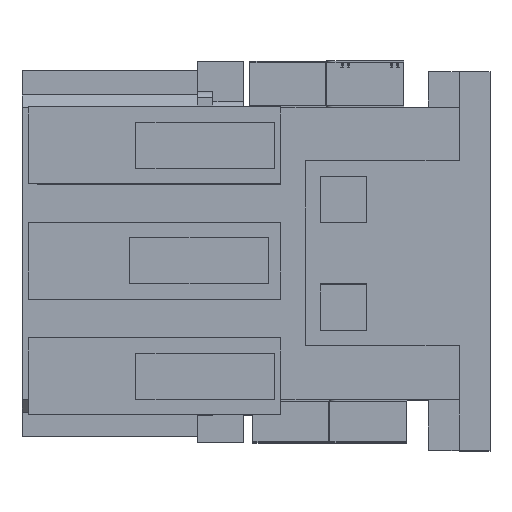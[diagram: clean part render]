
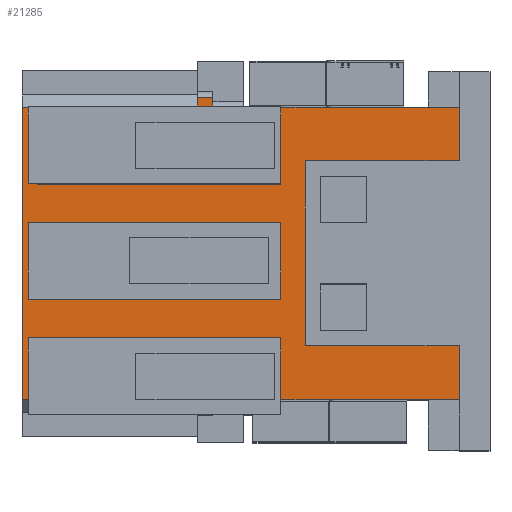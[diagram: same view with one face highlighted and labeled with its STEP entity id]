
A CAD part, top view. The second image highlights one B-rep face of the part: STEP entity #21285.
In plain terms, the highlighted planar face has unit normal (0, 0, 1).
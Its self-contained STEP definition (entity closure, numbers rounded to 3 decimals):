
#3 = CARTESIAN_POINT ( 'NONE',  ( 7.5, 53., 55. ) ) ;
#142 = EDGE_CURVE ( 'NONE', #6368, #12398, #16742, .T. ) ;
#598 = EDGE_CURVE ( 'NONE', #20389, #13585, #6483, .T. ) ;
#1134 = LINE ( 'NONE', #18652, #16555 ) ;
#1380 = VERTEX_POINT ( 'NONE', #10374 ) ;
#1431 = DIRECTION ( 'NONE',  ( -1., 0., 0. ) ) ;
#1440 = EDGE_CURVE ( 'NONE', #11134, #21456, #14834, .T. ) ;
#1509 = CARTESIAN_POINT ( 'NONE',  ( -49.5, 50., 55. ) ) ;
#1635 = FACE_OUTER_BOUND ( 'NONE', #10616, .T. ) ;
#1640 = CARTESIAN_POINT ( 'NONE',  ( 12.5, 53., 55. ) ) ;
#1964 = CARTESIAN_POINT ( 'NONE',  ( 42.5, -27.5, 55. ) ) ;
#2055 = LINE ( 'NONE', #6645, #9573 ) ;
#2133 = EDGE_CURVE ( 'NONE', #5284, #2637, #8040, .T. ) ;
#2209 = VERTEX_POINT ( 'NONE', #17281 ) ;
#2284 = ORIENTED_EDGE ( 'NONE', *, *, #142, .T. ) ;
#2379 = CARTESIAN_POINT ( 'NONE',  ( 92.5, 50., 55. ) ) ;
#2512 = CARTESIAN_POINT ( 'NONE',  ( 7.5, 53., 55. ) ) ;
#2637 = VERTEX_POINT ( 'NONE', #1509 ) ;
#2932 = CARTESIAN_POINT ( 'NONE',  ( -49.5, -45., 55. ) ) ;
#3405 = CARTESIAN_POINT ( 'NONE',  ( 7.5, -45., 55. ) ) ;
#3417 = VECTOR ( 'NONE', #18232, 1000. ) ;
#3490 = VECTOR ( 'NONE', #15665, 1000. ) ;
#3659 = DIRECTION ( 'NONE',  ( 0., -1., 0. ) ) ;
#3852 = EDGE_CURVE ( 'NONE', #10561, #20389, #11213, .T. ) ;
#4080 = EDGE_CURVE ( 'NONE', #2209, #18027, #20382, .T. ) ;
#4100 = CARTESIAN_POINT ( 'NONE',  ( 12.5, -48., 55. ) ) ;
#4122 = ORIENTED_EDGE ( 'NONE', *, *, #9026, .F. ) ;
#4208 = VECTOR ( 'NONE', #14876, 1000. ) ;
#4710 = EDGE_CURVE ( 'NONE', #8058, #6368, #5548, .T. ) ;
#5091 = AXIS2_PLACEMENT_3D ( 'NONE', #13029, #11367, #16359 ) ;
#5104 = VECTOR ( 'NONE', #15898, 1000. ) ;
#5284 = VERTEX_POINT ( 'NONE', #9848 ) ;
#5286 = CARTESIAN_POINT ( 'NONE',  ( 92.5, -27.5, 55. ) ) ;
#5367 = EDGE_CURVE ( 'NONE', #9803, #10561, #20864, .T. ) ;
#5451 = LINE ( 'NONE', #13802, #22131 ) ;
#5478 = VECTOR ( 'NONE', #5892, 1000. ) ;
#5548 = LINE ( 'NONE', #4100, #14200 ) ;
#5892 = DIRECTION ( 'NONE',  ( 0., -1., 0. ) ) ;
#6283 = DIRECTION ( 'NONE',  ( -1., 0., 0. ) ) ;
#6368 = VERTEX_POINT ( 'NONE', #18703 ) ;
#6483 = LINE ( 'NONE', #19781, #14064 ) ;
#6645 = CARTESIAN_POINT ( 'NONE',  ( 47.5, 50., 55. ) ) ;
#6922 = DIRECTION ( 'NONE',  ( 0., -1., 0. ) ) ;
#7167 = CARTESIAN_POINT ( 'NONE',  ( 12.5, -48., 55. ) ) ;
#7493 = ORIENTED_EDGE ( 'NONE', *, *, #15869, .F. ) ;
#7640 = VECTOR ( 'NONE', #14391, 1000. ) ;
#7768 = ORIENTED_EDGE ( 'NONE', *, *, #1440, .F. ) ;
#8027 = PLANE ( 'NONE',  #5091 ) ;
#8040 = LINE ( 'NONE', #19916, #11298 ) ;
#8058 = VERTEX_POINT ( 'NONE', #7167 ) ;
#8130 = ORIENTED_EDGE ( 'NONE', *, *, #20271, .T. ) ;
#8298 = ORIENTED_EDGE ( 'NONE', *, *, #4710, .T. ) ;
#8601 = VECTOR ( 'NONE', #3659, 1000. ) ;
#8997 = EDGE_CURVE ( 'NONE', #21456, #1380, #15641, .T. ) ;
#9026 = EDGE_CURVE ( 'NONE', #8058, #2209, #18036, .T. ) ;
#9441 = VERTEX_POINT ( 'NONE', #10305 ) ;
#9573 = VECTOR ( 'NONE', #16906, 1000. ) ;
#9803 = VERTEX_POINT ( 'NONE', #14195 ) ;
#9848 = CARTESIAN_POINT ( 'NONE',  ( 7.5, 50., 55. ) ) ;
#10269 = ORIENTED_EDGE ( 'NONE', *, *, #5367, .F. ) ;
#10305 = CARTESIAN_POINT ( 'NONE',  ( -49.5, -45., 55. ) ) ;
#10368 = CARTESIAN_POINT ( 'NONE',  ( 7.5, -48., 55. ) ) ;
#10374 = CARTESIAN_POINT ( 'NONE',  ( 12.5, 50., 55. ) ) ;
#10561 = VERTEX_POINT ( 'NONE', #20066 ) ;
#10616 = EDGE_LOOP ( 'NONE', ( #10269, #7493, #11652, #15956, #7768, #8130, #12360, #11193, #14824, #19774, #4122, #8298, #2284, #14663, #20786, #16691 ) ) ;
#11134 = VERTEX_POINT ( 'NONE', #3 ) ;
#11193 = ORIENTED_EDGE ( 'NONE', *, *, #17386, .F. ) ;
#11213 = LINE ( 'NONE', #14726, #3417 ) ;
#11298 = VECTOR ( 'NONE', #6283, 1000. ) ;
#11353 = DIRECTION ( 'NONE',  ( 1., 0., 0. ) ) ;
#11367 = DIRECTION ( 'NONE',  ( 0., 0., 1. ) ) ;
#11652 = ORIENTED_EDGE ( 'NONE', *, *, #13387, .T. ) ;
#12360 = ORIENTED_EDGE ( 'NONE', *, *, #2133, .T. ) ;
#12398 = VERTEX_POINT ( 'NONE', #13724 ) ;
#12970 = VECTOR ( 'NONE', #11353, 1000. ) ;
#13029 = CARTESIAN_POINT ( 'NONE',  ( -47.5, 50., 55. ) ) ;
#13387 = EDGE_CURVE ( 'NONE', #14649, #1380, #2055, .T. ) ;
#13452 = CARTESIAN_POINT ( 'NONE',  ( 7.5, -48., 55. ) ) ;
#13585 = VERTEX_POINT ( 'NONE', #5286 ) ;
#13724 = CARTESIAN_POINT ( 'NONE',  ( 92.5, -45., 55. ) ) ;
#13802 = CARTESIAN_POINT ( 'NONE',  ( 92.5, 50., 55. ) ) ;
#13896 = VECTOR ( 'NONE', #1431, 1000. ) ;
#14064 = VECTOR ( 'NONE', #14827, 1000. ) ;
#14195 = CARTESIAN_POINT ( 'NONE',  ( 92.5, 32.5, 55. ) ) ;
#14200 = VECTOR ( 'NONE', #19991, 1000. ) ;
#14391 = DIRECTION ( 'NONE',  ( 1., 0., 0. ) ) ;
#14418 = LINE ( 'NONE', #19505, #7640 ) ;
#14649 = VERTEX_POINT ( 'NONE', #2379 ) ;
#14663 = ORIENTED_EDGE ( 'NONE', *, *, #19855, .F. ) ;
#14726 = CARTESIAN_POINT ( 'NONE',  ( 42.5, -27.5, 55. ) ) ;
#14824 = ORIENTED_EDGE ( 'NONE', *, *, #18874, .T. ) ;
#14827 = DIRECTION ( 'NONE',  ( 1., 0., 0. ) ) ;
#14834 = LINE ( 'NONE', #17547, #5104 ) ;
#14876 = DIRECTION ( 'NONE',  ( 0., 1., 0. ) ) ;
#15641 = LINE ( 'NONE', #20225, #8601 ) ;
#15665 = DIRECTION ( 'NONE',  ( -1., 0., 0. ) ) ;
#15738 = LINE ( 'NONE', #2512, #5478 ) ;
#15869 = EDGE_CURVE ( 'NONE', #14649, #9803, #5451, .T. ) ;
#15898 = DIRECTION ( 'NONE',  ( 1., 0., 0. ) ) ;
#15956 = ORIENTED_EDGE ( 'NONE', *, *, #8997, .F. ) ;
#16359 = DIRECTION ( 'NONE',  ( 1., 0., 0. ) ) ;
#16555 = VECTOR ( 'NONE', #18879, 1000. ) ;
#16691 = ORIENTED_EDGE ( 'NONE', *, *, #3852, .F. ) ;
#16742 = LINE ( 'NONE', #18217, #12970 ) ;
#16906 = DIRECTION ( 'NONE',  ( -1., 0., 0. ) ) ;
#17281 = CARTESIAN_POINT ( 'NONE',  ( 7.5, -48., 55. ) ) ;
#17386 = EDGE_CURVE ( 'NONE', #9441, #2637, #21180, .T. ) ;
#17547 = CARTESIAN_POINT ( 'NONE',  ( 7.5, 53., 55. ) ) ;
#18027 = VERTEX_POINT ( 'NONE', #3405 ) ;
#18036 = LINE ( 'NONE', #13452, #3490 ) ;
#18217 = CARTESIAN_POINT ( 'NONE',  ( 92.5, -45., 55. ) ) ;
#18232 = DIRECTION ( 'NONE',  ( 0., -1., 0. ) ) ;
#18652 = CARTESIAN_POINT ( 'NONE',  ( 92.5, 50., 55. ) ) ;
#18703 = CARTESIAN_POINT ( 'NONE',  ( 12.5, -45., 55. ) ) ;
#18874 = EDGE_CURVE ( 'NONE', #9441, #18027, #14418, .T. ) ;
#18879 = DIRECTION ( 'NONE',  ( 0., -1., 0. ) ) ;
#19505 = CARTESIAN_POINT ( 'NONE',  ( 92.5, -45., 55. ) ) ;
#19774 = ORIENTED_EDGE ( 'NONE', *, *, #4080, .F. ) ;
#19781 = CARTESIAN_POINT ( 'NONE',  ( 102.5, -27.5, 55. ) ) ;
#19855 = EDGE_CURVE ( 'NONE', #13585, #12398, #1134, .T. ) ;
#19916 = CARTESIAN_POINT ( 'NONE',  ( 47.5, 50., 55. ) ) ;
#19991 = DIRECTION ( 'NONE',  ( 0., 1., 0. ) ) ;
#20066 = CARTESIAN_POINT ( 'NONE',  ( 42.5, 32.5, 55. ) ) ;
#20225 = CARTESIAN_POINT ( 'NONE',  ( 12.5, 53., 55. ) ) ;
#20271 = EDGE_CURVE ( 'NONE', #11134, #5284, #15738, .T. ) ;
#20382 = LINE ( 'NONE', #10368, #22261 ) ;
#20389 = VERTEX_POINT ( 'NONE', #1964 ) ;
#20786 = ORIENTED_EDGE ( 'NONE', *, *, #598, .F. ) ;
#20864 = LINE ( 'NONE', #22265, #13896 ) ;
#21180 = LINE ( 'NONE', #2932, #4208 ) ;
#21285 = ADVANCED_FACE ( 'NONE', ( #1635 ), #8027, .T. ) ;
#21456 = VERTEX_POINT ( 'NONE', #1640 ) ;
#22116 = DIRECTION ( 'NONE',  ( 0., 1., 0. ) ) ;
#22131 = VECTOR ( 'NONE', #6922, 1000. ) ;
#22261 = VECTOR ( 'NONE', #22116, 1000. ) ;
#22265 = CARTESIAN_POINT ( 'NONE',  ( 102.5, 32.5, 55. ) ) ;
